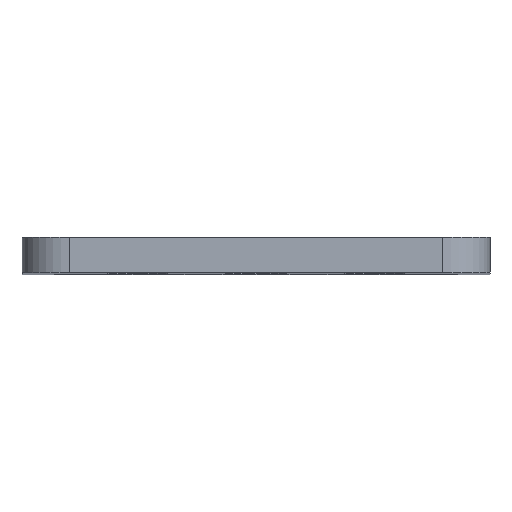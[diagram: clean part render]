
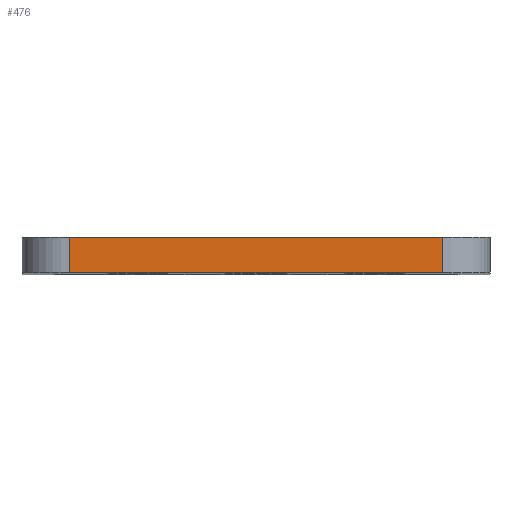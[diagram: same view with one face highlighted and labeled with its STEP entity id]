
A CAD part, top view. The second image highlights one B-rep face of the part: STEP entity #476.
In plain terms, the highlighted planar face has unit normal (0, 0, 1).
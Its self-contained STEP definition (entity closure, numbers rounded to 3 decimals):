
#66 = EDGE_CURVE ( 'NONE', #274, #207, #500, .T. ) ;
#127 = DIRECTION ( 'NONE',  ( 1., 0., 0. ) ) ;
#137 = VECTOR ( 'NONE', #1391, 1000. ) ;
#143 = CARTESIAN_POINT ( 'NONE',  ( 15.75, 0., 60.75 ) ) ;
#207 = VERTEX_POINT ( 'NONE', #1574 ) ;
#231 = CARTESIAN_POINT ( 'NONE',  ( 15.75, 0., 60.75 ) ) ;
#274 = VERTEX_POINT ( 'NONE', #884 ) ;
#318 = ORIENTED_EDGE ( 'NONE', *, *, #976, .F. ) ;
#411 = VERTEX_POINT ( 'NONE', #143 ) ;
#424 = EDGE_CURVE ( 'NONE', #734, #411, #1304, .T. ) ;
#429 = ORIENTED_EDGE ( 'NONE', *, *, #66, .F. ) ;
#476 = ADVANCED_FACE ( 'NONE', ( #1526 ), #1201, .F. ) ;
#499 = DIRECTION ( 'NONE',  ( 1., 0., 0. ) ) ;
#500 = LINE ( 'NONE', #524, #1063 ) ;
#524 = CARTESIAN_POINT ( 'NONE',  ( 15.75, 3., 60.75 ) ) ;
#668 = VECTOR ( 'NONE', #757, 1000. ) ;
#687 = LINE ( 'NONE', #782, #668 ) ;
#734 = VERTEX_POINT ( 'NONE', #1060 ) ;
#757 = DIRECTION ( 'NONE',  ( 0., -1., 0. ) ) ;
#782 = CARTESIAN_POINT ( 'NONE',  ( 15.75, 3., 60.75 ) ) ;
#840 = LINE ( 'NONE', #1057, #137 ) ;
#884 = CARTESIAN_POINT ( 'NONE',  ( -15.75, 3., 60.75 ) ) ;
#965 = DIRECTION ( 'NONE',  ( -1., 0., 0. ) ) ;
#976 = EDGE_CURVE ( 'NONE', #207, #411, #687, .T. ) ;
#999 = DIRECTION ( 'NONE',  ( 0., 0., -1. ) ) ;
#1057 = CARTESIAN_POINT ( 'NONE',  ( -15.75, 3., 60.75 ) ) ;
#1060 = CARTESIAN_POINT ( 'NONE',  ( -15.75, 0., 60.75 ) ) ;
#1063 = VECTOR ( 'NONE', #499, 1000. ) ;
#1143 = EDGE_LOOP ( 'NONE', ( #1399, #318, #429, #1317 ) ) ;
#1201 = PLANE ( 'NONE',  #1508 ) ;
#1304 = LINE ( 'NONE', #231, #1375 ) ;
#1317 = ORIENTED_EDGE ( 'NONE', *, *, #1398, .T. ) ;
#1375 = VECTOR ( 'NONE', #127, 1000. ) ;
#1391 = DIRECTION ( 'NONE',  ( 0., -1., 0. ) ) ;
#1398 = EDGE_CURVE ( 'NONE', #274, #734, #840, .T. ) ;
#1399 = ORIENTED_EDGE ( 'NONE', *, *, #424, .T. ) ;
#1430 = CARTESIAN_POINT ( 'NONE',  ( 15.75, 3., 60.75 ) ) ;
#1508 = AXIS2_PLACEMENT_3D ( 'NONE', #1430, #999, #965 ) ;
#1526 = FACE_OUTER_BOUND ( 'NONE', #1143, .T. ) ;
#1574 = CARTESIAN_POINT ( 'NONE',  ( 15.75, 3., 60.75 ) ) ;
